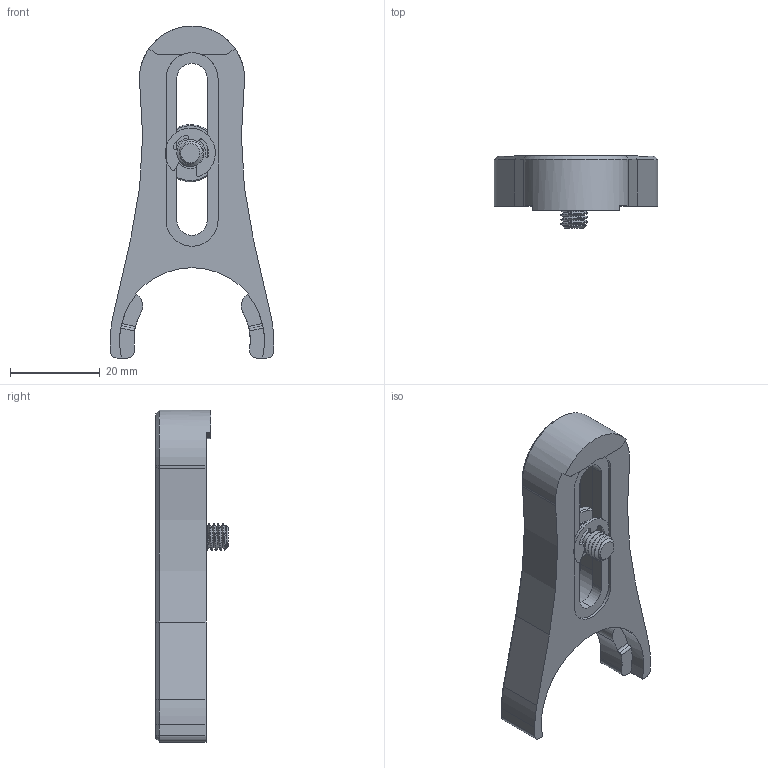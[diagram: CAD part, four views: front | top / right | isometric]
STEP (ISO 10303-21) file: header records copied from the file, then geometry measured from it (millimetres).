
FILE_DESCRIPTION (( 'STEP AP214' ), '1' );
FILE_NAME ('TTN026562-E0W.STEP', '2021-06-28T17:52:26', ( '' ), ( '' ), 'SwSTEP 2.0', 'SolidWorks 2018', '' );
FILE_SCHEMA (( 'AUTOMOTIVE_DESIGN' ));
Length unit declared in the file: millimetre
Products named in the file (1): TTN026562-E0W
Bounding box: 36.32 x 16.13 x 73.79 mm (x, y, z)
Volume: 11348.3 mm3; surface area: 7066.2 mm2
Topology: 4 solids, 4 shells, 394 faces, 1052 edges, 686 vertices
Faces by surface type: plane 178, cylinder 97, bspline 86, cone 31, torus 2
Entity records: 21293 total; most frequent: CARTESIAN_POINT 7832, ORIENTED_EDGE 2100, DIRECTION 1542, EDGE_CURVE 1050, VERTEX_POINT 686, LINE 614, VECTOR 614, AXIS2_PLACEMENT_3D 464
